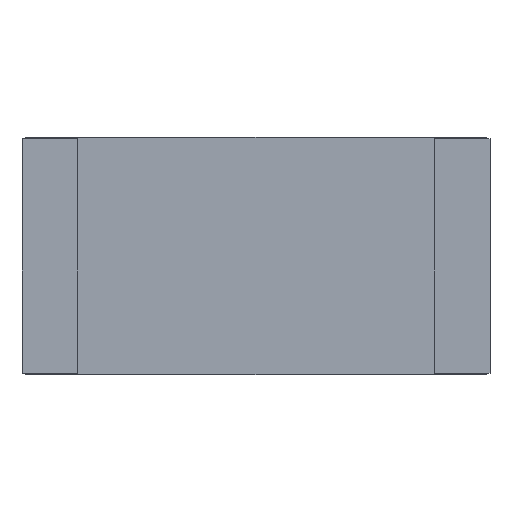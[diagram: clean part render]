
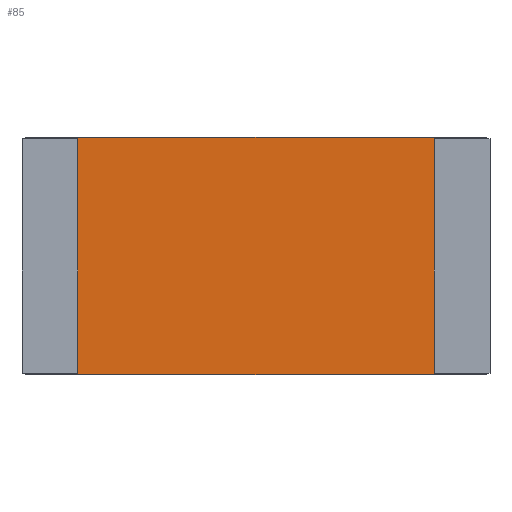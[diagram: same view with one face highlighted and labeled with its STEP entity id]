
A CAD part, top view. The second image highlights one B-rep face of the part: STEP entity #85.
In plain terms, the highlighted planar face has unit normal (0, 0, 1).
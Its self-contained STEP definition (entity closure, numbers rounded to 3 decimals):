
#85=ADVANCED_FACE('',(#277),#279,.T.);
#277=FACE_BOUND('',#278,.T.);
#278=EDGE_LOOP('',(#430,#431,#432,#433,#434,#435,#436,#437,#438,#439,#440,#441));
#279=PLANE('',#280);
#280=AXIS2_PLACEMENT_3D('',#281,#282,#283);
#281=CARTESIAN_POINT('',(-3.1,-1.6,0.65));
#282=DIRECTION('',(0.,0.,1.));
#283=DIRECTION('',(1.,0.,0.));
#430=ORIENTED_EDGE('',*,*,#548,.F.);
#431=ORIENTED_EDGE('',*,*,#549,.F.);
#432=ORIENTED_EDGE('',*,*,#537,.F.);
#433=ORIENTED_EDGE('',*,*,#550,.T.);
#434=ORIENTED_EDGE('',*,*,#551,.T.);
#435=ORIENTED_EDGE('',*,*,#552,.F.);
#436=ORIENTED_EDGE('',*,*,#553,.F.);
#437=ORIENTED_EDGE('',*,*,#554,.F.);
#438=ORIENTED_EDGE('',*,*,#555,.T.);
#439=ORIENTED_EDGE('',*,*,#556,.F.);
#440=ORIENTED_EDGE('',*,*,#531,.F.);
#441=ORIENTED_EDGE('',*,*,#557,.F.);
#531=EDGE_CURVE('',#590,#593,#594,.T.);
#537=EDGE_CURVE('',#603,#599,#605,.T.);
#548=EDGE_CURVE('',#624,#625,#626,.F.);
#549=EDGE_CURVE('',#599,#624,#627,.T.);
#550=EDGE_CURVE('',#603,#628,#629,.T.);
#551=EDGE_CURVE('',#628,#630,#631,.T.);
#552=EDGE_CURVE('',#632,#630,#633,.F.);
#553=EDGE_CURVE('',#634,#632,#635,.T.);
#554=EDGE_CURVE('',#636,#634,#637,.T.);
#555=EDGE_CURVE('',#636,#638,#639,.T.);
#556=EDGE_CURVE('',#593,#638,#640,.T.);
#557=EDGE_CURVE('',#625,#590,#641,.F.);
#590=VERTEX_POINT('',#690);
#593=VERTEX_POINT('',#695);
#594=LINE('',#696,#697);
#599=VERTEX_POINT('',#707);
#603=VERTEX_POINT('',#715);
#605=LINE('',#719,#720);
#624=VERTEX_POINT('',#760);
#625=VERTEX_POINT('',#761);
#626=LINE('',#762,#763);
#627=LINE('',#765,#766);
#628=VERTEX_POINT('',#768);
#629=LINE('',#769,#770);
#630=VERTEX_POINT('',#772);
#631=LINE('',#773,#774);
#632=VERTEX_POINT('',#776);
#633=LINE('',#777,#778);
#634=VERTEX_POINT('',#780);
#635=LINE('',#781,#782);
#636=VERTEX_POINT('',#784);
#637=LINE('',#785,#786);
#638=VERTEX_POINT('',#788);
#639=LINE('',#789,#790);
#640=LINE('',#792,#793);
#641=LINE('',#795,#796);
#690=CARTESIAN_POINT('',(-3.1,1.58,0.65));
#695=CARTESIAN_POINT('',(-3.1,1.6,0.65));
#696=CARTESIAN_POINT('',(-3.1,1.58,0.65));
#697=VECTOR('',#698,1.);
#698=DIRECTION('',(0.,1.,0.));
#707=CARTESIAN_POINT('',(-3.1,-1.58,0.65));
#715=CARTESIAN_POINT('',(-3.1,-1.6,0.65));
#719=CARTESIAN_POINT('',(-3.1,-1.6,0.65));
#720=VECTOR('',#721,1.);
#721=DIRECTION('',(0.,1.,0.));
#760=CARTESIAN_POINT('',(-2.4,-1.58,0.65));
#761=CARTESIAN_POINT('',(-2.4,1.58,0.65));
#762=CARTESIAN_POINT('',(-2.4,1.58,0.65));
#763=VECTOR('',#764,1.);
#764=DIRECTION('',(0.,-1.,0.));
#765=CARTESIAN_POINT('',(-3.1,-1.58,0.65));
#766=VECTOR('',#767,1.);
#767=DIRECTION('',(1.,0.,0.));
#768=CARTESIAN_POINT('',(3.1,-1.6,0.65));
#769=CARTESIAN_POINT('',(-3.1,-1.6,0.65));
#770=VECTOR('',#771,1.);
#771=DIRECTION('',(1.,0.,0.));
#772=CARTESIAN_POINT('',(3.1,-1.58,0.65));
#773=CARTESIAN_POINT('',(3.1,-1.6,0.65));
#774=VECTOR('',#775,1.);
#775=DIRECTION('',(0.,1.,0.));
#776=CARTESIAN_POINT('',(2.4,-1.58,0.65));
#777=CARTESIAN_POINT('',(3.1,-1.58,0.65));
#778=VECTOR('',#779,1.);
#779=DIRECTION('',(-1.,0.,0.));
#780=CARTESIAN_POINT('',(2.4,1.58,0.65));
#781=CARTESIAN_POINT('',(2.4,1.58,0.65));
#782=VECTOR('',#783,1.);
#783=DIRECTION('',(0.,-1.,0.));
#784=CARTESIAN_POINT('',(3.1,1.58,0.65));
#785=CARTESIAN_POINT('',(3.1,1.58,0.65));
#786=VECTOR('',#787,1.);
#787=DIRECTION('',(-1.,0.,0.));
#788=CARTESIAN_POINT('',(3.1,1.6,0.65));
#789=CARTESIAN_POINT('',(3.1,1.58,0.65));
#790=VECTOR('',#791,1.);
#791=DIRECTION('',(0.,1.,0.));
#792=CARTESIAN_POINT('',(-3.1,1.6,0.65));
#793=VECTOR('',#794,1.);
#794=DIRECTION('',(1.,0.,0.));
#795=CARTESIAN_POINT('',(-3.1,1.58,0.65));
#796=VECTOR('',#797,1.);
#797=DIRECTION('',(1.,0.,0.));
